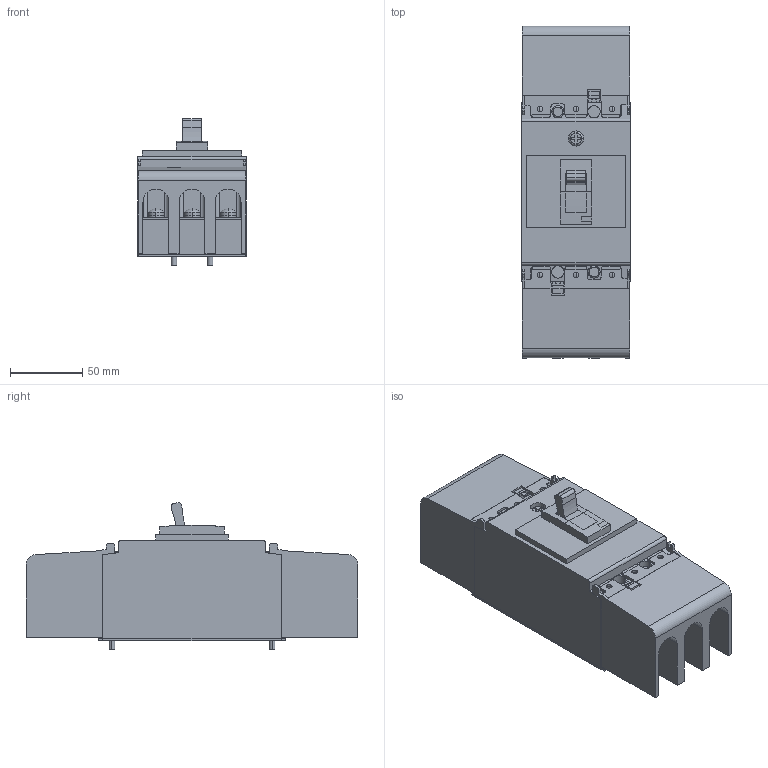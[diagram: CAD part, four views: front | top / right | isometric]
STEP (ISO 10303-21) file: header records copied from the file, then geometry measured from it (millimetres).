
FILE_DESCRIPTION(('CoCreate Modeling STEP Export'),'2;1');
FILE_NAME('ＰＶＥ１２５ＳＤＬ３Ｆ.stp','2016-03-30T16:19:01',(''),(''),'CoCreate Modeling STEP processor for AP214 (Solid Model)','CoCreate Modeling 17.0 01-Apr-2010 (C) Parametric Technology GmbH','');
FILE_SCHEMA(('AUTOMOTIVE_DESIGN { 1 0 10303 214 1 1 1 1 }'));
Length unit declared in the file: millimetre
Products named in the file (9): P3.4; P1; P1.1; P6; P4.4; P2; P5.1; P5; ＰＶＥ１２５ＳＤＬ３Ｆ
Assembly tree (19 placements, depth 2):
  ＰＶＥ１２５ＳＤＬ３Ｆ
    P5
    P5.1
    P3.4  x6
    P4.4  x6
    P2
    P6  x2
    P1.1
    P1
Bounding box: 75 x 230 x 101.81 mm (x, y, z)
Volume: 821417.4 mm3; surface area: 150503.7 mm2
Topology: 19 solids, 19 shells, 602 faces, 1577 edges, 1035 vertices
Faces by surface type: plane 384, cylinder 200, torus 18
Entity records: 14792 total; most frequent: ORIENTED_EDGE 2658, CARTESIAN_POINT 2498, DIRECTION 2278, EDGE_CURVE 1329, VECTOR 958, LINE 958, VERTEX_POINT 880, AXIS2_PLACEMENT_3D 660
